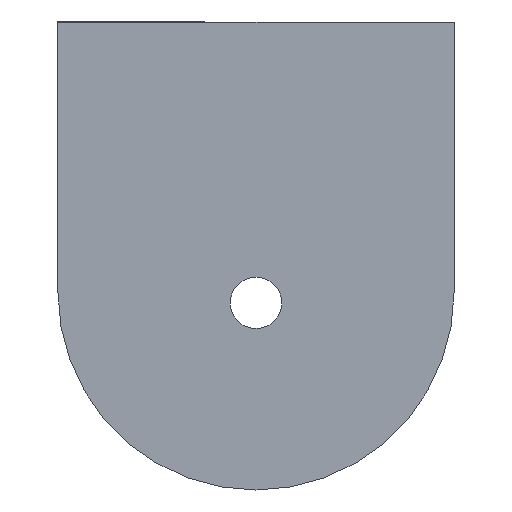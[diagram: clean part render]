
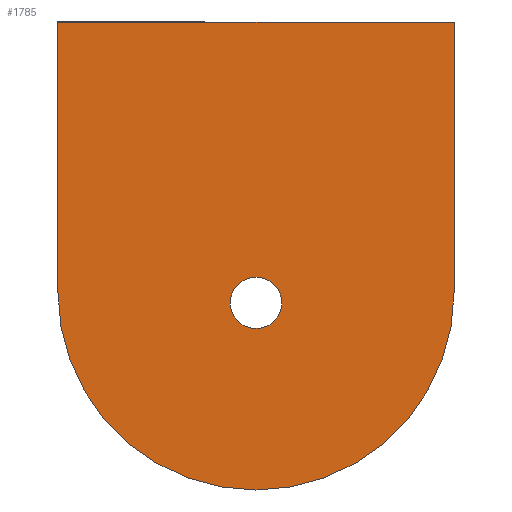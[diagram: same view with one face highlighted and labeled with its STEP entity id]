
A CAD part, front view. The second image highlights one B-rep face of the part: STEP entity #1785.
In plain terms, the highlighted planar face has unit normal (0, -1, 0).
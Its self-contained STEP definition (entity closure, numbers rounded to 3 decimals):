
#17 = CARTESIAN_POINT ( 'NONE',  ( 0., 0., -19.65 ) ) ;
#26 = CARTESIAN_POINT ( 'NONE',  ( -12.7, 0., 0. ) ) ;
#235 = VERTEX_POINT ( 'NONE', #797 ) ;
#257 = DIRECTION ( 'NONE',  ( 0., 0., 1. ) ) ;
#291 = FACE_BOUND ( 'NONE', #530, .T. ) ;
#305 = CIRCLE ( 'NONE', #1152, 12.7 ) ;
#343 = VECTOR ( 'NONE', #1572, 1000. ) ;
#377 = CARTESIAN_POINT ( 'NONE',  ( 0., 0., -30. ) ) ;
#392 = EDGE_CURVE ( 'NONE', #235, #1655, #305, .T. ) ;
#489 = CIRCLE ( 'NONE', #660, 1.65 ) ;
#492 = EDGE_CURVE ( 'NONE', #1655, #976, #2020, .T. ) ;
#530 = EDGE_LOOP ( 'NONE', ( #2238, #2345 ) ) ;
#542 = EDGE_CURVE ( 'NONE', #2264, #1829, #2796, .T. ) ;
#590 = EDGE_LOOP ( 'NONE', ( #2422, #2455, #2482, #2712, #2745 ) ) ;
#660 = AXIS2_PLACEMENT_3D ( 'NONE', #2119, #2128, #2005 ) ;
#684 = VECTOR ( 'NONE', #691, 1000. ) ;
#691 = DIRECTION ( 'NONE',  ( 0., 0., 1. ) ) ;
#743 = VERTEX_POINT ( 'NONE', #1146 ) ;
#797 = CARTESIAN_POINT ( 'NONE',  ( -12.7, 0., -17.3 ) ) ;
#959 = EDGE_CURVE ( 'NONE', #1829, #2264, #489, .T. ) ;
#976 = VERTEX_POINT ( 'NONE', #2139 ) ;
#981 = VERTEX_POINT ( 'NONE', #1955 ) ;
#988 = CARTESIAN_POINT ( 'NONE',  ( -12.7, 0., 0. ) ) ;
#1030 = DIRECTION ( 'NONE',  ( 0., -1., 0. ) ) ;
#1063 = EDGE_CURVE ( 'NONE', #743, #976, #1497, .T. ) ;
#1146 = CARTESIAN_POINT ( 'NONE',  ( 12.7, 0., 0. ) ) ;
#1152 = AXIS2_PLACEMENT_3D ( 'NONE', #2289, #2510, #1674 ) ;
#1198 = DIRECTION ( 'NONE',  ( 1., 0., 0. ) ) ;
#1207 = DIRECTION ( 'NONE',  ( 0., 0., 1. ) ) ;
#1239 = CARTESIAN_POINT ( 'NONE',  ( 0., 0., -18. ) ) ;
#1264 = LINE ( 'NONE', #1548, #684 ) ;
#1303 = VECTOR ( 'NONE', #1198, 1000. ) ;
#1323 = PLANE ( 'NONE',  #1612 ) ;
#1497 = LINE ( 'NONE', #1764, #343 ) ;
#1543 = DIRECTION ( 'NONE',  ( 0., 1., 0. ) ) ;
#1548 = CARTESIAN_POINT ( 'NONE',  ( -12.7, 0., -30. ) ) ;
#1572 = DIRECTION ( 'NONE',  ( 0., 0., -1. ) ) ;
#1612 = AXIS2_PLACEMENT_3D ( 'NONE', #26, #1543, #257 ) ;
#1655 = VERTEX_POINT ( 'NONE', #377 ) ;
#1674 = DIRECTION ( 'NONE',  ( 0., 0., 1. ) ) ;
#1764 = CARTESIAN_POINT ( 'NONE',  ( 12.7, 0., -30. ) ) ;
#1785 = ADVANCED_FACE ( 'NONE', ( #291, #2524 ), #1323, .F. ) ;
#1829 = VERTEX_POINT ( 'NONE', #17 ) ;
#1869 = CARTESIAN_POINT ( 'NONE',  ( 0., 0., -17.3 ) ) ;
#1878 = DIRECTION ( 'NONE',  ( 0., 1., 0. ) ) ;
#1955 = CARTESIAN_POINT ( 'NONE',  ( -12.7, 0., 0. ) ) ;
#2005 = DIRECTION ( 'NONE',  ( 0., 0., 1. ) ) ;
#2020 = CIRCLE ( 'NONE', #2852, 12.7 ) ;
#2083 = DIRECTION ( 'NONE',  ( 0., 0., 1. ) ) ;
#2119 = CARTESIAN_POINT ( 'NONE',  ( 0., 0., -18. ) ) ;
#2128 = DIRECTION ( 'NONE',  ( 0., 1., 0. ) ) ;
#2139 = CARTESIAN_POINT ( 'NONE',  ( 12.7, 0., -17.3 ) ) ;
#2238 = ORIENTED_EDGE ( 'NONE', *, *, #542, .T. ) ;
#2263 = EDGE_CURVE ( 'NONE', #981, #743, #2462, .T. ) ;
#2264 = VERTEX_POINT ( 'NONE', #2755 ) ;
#2289 = CARTESIAN_POINT ( 'NONE',  ( 0., 0., -17.3 ) ) ;
#2313 = AXIS2_PLACEMENT_3D ( 'NONE', #1239, #1878, #2083 ) ;
#2345 = ORIENTED_EDGE ( 'NONE', *, *, #959, .T. ) ;
#2422 = ORIENTED_EDGE ( 'NONE', *, *, #2473, .F. ) ;
#2455 = ORIENTED_EDGE ( 'NONE', *, *, #392, .T. ) ;
#2462 = LINE ( 'NONE', #988, #1303 ) ;
#2473 = EDGE_CURVE ( 'NONE', #235, #981, #1264, .T. ) ;
#2482 = ORIENTED_EDGE ( 'NONE', *, *, #492, .T. ) ;
#2510 = DIRECTION ( 'NONE',  ( 0., -1., 0. ) ) ;
#2524 = FACE_OUTER_BOUND ( 'NONE', #590, .T. ) ;
#2712 = ORIENTED_EDGE ( 'NONE', *, *, #1063, .F. ) ;
#2745 = ORIENTED_EDGE ( 'NONE', *, *, #2263, .F. ) ;
#2755 = CARTESIAN_POINT ( 'NONE',  ( 0., 0., -16.35 ) ) ;
#2796 = CIRCLE ( 'NONE', #2313, 1.65 ) ;
#2852 = AXIS2_PLACEMENT_3D ( 'NONE', #1869, #1030, #1207 ) ;
